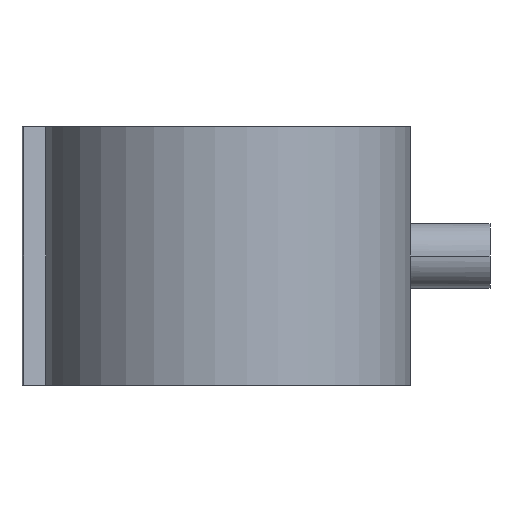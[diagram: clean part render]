
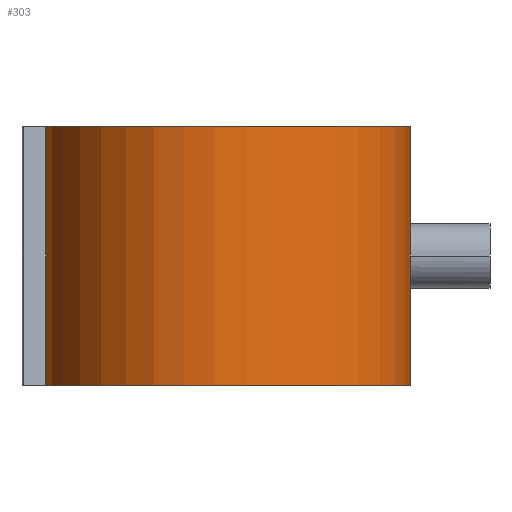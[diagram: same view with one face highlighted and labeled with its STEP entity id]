
A CAD part, front view. The second image highlights one B-rep face of the part: STEP entity #303.
In plain terms, the highlighted cylindrical face has radius 90.667 mm (diameter 181.333 mm), a partial arc.
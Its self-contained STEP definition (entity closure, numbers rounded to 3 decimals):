
#201 = VERTEX_POINT( '', #567 );
#225 = VERTEX_POINT( '', #592 );
#265 = VERTEX_POINT( '', #636 );
#269 = EDGE_CURVE( '', #353, #265, #640, .T. );
#299 = EDGE_CURVE( '', #201, #225, #674, .T. );
#303 = ADVANCED_FACE( '', ( #678 ), #679, .T. );
#353 = VERTEX_POINT( '', #737 );
#389 = EDGE_CURVE( '', #201, #265, #777, .T. );
#509 = EDGE_CURVE( '', #225, #353, #909, .T. );
#567 = CARTESIAN_POINT( '', ( -90.157, -9.6, 64. ) );
#592 = CARTESIAN_POINT( '', ( -90.157, -9.6, -64. ) );
#636 = CARTESIAN_POINT( '', ( 90.157, 9.6, 64. ) );
#640 = LINE( '', #1110, #1111 );
#674 = LINE( '', #1172, #1173 );
#678 = FACE_OUTER_BOUND( '', #1178, .T. );
#679 = CYLINDRICAL_SURFACE( '', #1179, 90.667 );
#737 = CARTESIAN_POINT( '', ( 90.157, 9.6, -64. ) );
#777 = CIRCLE( '', #1423, 90.667 );
#909 = CIRCLE( '', #1678, 90.667 );
#1110 = CARTESIAN_POINT( '', ( 90.157, 9.6, 64. ) );
#1111 = VECTOR( '', #1867, 1. );
#1172 = CARTESIAN_POINT( '', ( -90.157, -9.6, 64. ) );
#1173 = VECTOR( '', #1901, 1. );
#1178 = EDGE_LOOP( '', ( #1906, #1907, #1908, #1909 ) );
#1179 = AXIS2_PLACEMENT_3D( '', #1910, #1911, #1912 );
#1423 = AXIS2_PLACEMENT_3D( '', #2041, #2042, #2043 );
#1678 = AXIS2_PLACEMENT_3D( '', #2210, #2211, #2212 );
#1867 = DIRECTION( '', ( 0., 0., 1. ) );
#1901 = DIRECTION( '', ( 0., 0., -1. ) );
#1906 = ORIENTED_EDGE( '', *, *, #269, .T. );
#1907 = ORIENTED_EDGE( '', *, *, #389, .F. );
#1908 = ORIENTED_EDGE( '', *, *, #299, .T. );
#1909 = ORIENTED_EDGE( '', *, *, #509, .T. );
#1910 = CARTESIAN_POINT( '', ( 0., 0., 64. ) );
#1911 = DIRECTION( '', ( 0., 0., 1. ) );
#1912 = DIRECTION( '', ( -0.994, -0.106, 0. ) );
#2041 = CARTESIAN_POINT( '', ( 0., 0., 64. ) );
#2042 = DIRECTION( '', ( 0., 0., 1. ) );
#2043 = DIRECTION( '', ( -0.994, -0.106, 0. ) );
#2210 = CARTESIAN_POINT( '', ( 0., 0., -64. ) );
#2211 = DIRECTION( '', ( 0., 0., 1. ) );
#2212 = DIRECTION( '', ( -0.994, -0.106, 0. ) );
